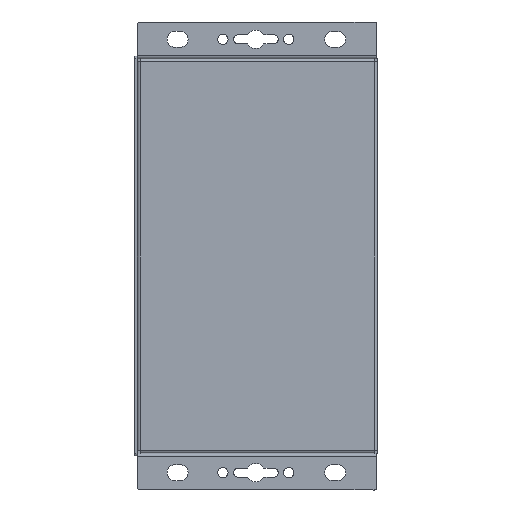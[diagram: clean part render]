
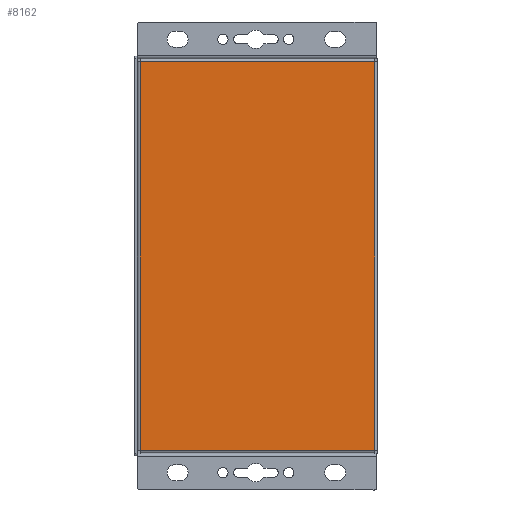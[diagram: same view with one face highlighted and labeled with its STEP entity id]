
A CAD part, front view. The second image highlights one B-rep face of the part: STEP entity #8162.
In plain terms, the highlighted planar face has unit normal (0, -1, 0).
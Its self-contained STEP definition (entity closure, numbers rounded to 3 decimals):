
#279=PLANE('',#8766);
#575=FACE_OUTER_BOUND('',#1010,.T.);
#1010=EDGE_LOOP('',(#6141,#6142,#6143,#6144));
#1701=LINE('',#12630,#2504);
#1709=LINE('',#12655,#2512);
#1714=LINE('',#12672,#2517);
#1715=LINE('',#12673,#2518);
#2504=VECTOR('',#10137,10.);
#2512=VECTOR('',#10171,10.);
#2517=VECTOR('',#10192,10.);
#2518=VECTOR('',#10193,10.);
#3704=VERTEX_POINT('',#12627);
#3705=VERTEX_POINT('',#12629);
#3709=VERTEX_POINT('',#12654);
#3713=VERTEX_POINT('',#12671);
#4626=EDGE_CURVE('',#3705,#3704,#1701,.T.);
#4639=EDGE_CURVE('',#3709,#3705,#1709,.T.);
#4648=EDGE_CURVE('',#3704,#3713,#1714,.T.);
#4649=EDGE_CURVE('',#3713,#3709,#1715,.T.);
#6141=ORIENTED_EDGE('',*,*,#4626,.T.);
#6142=ORIENTED_EDGE('',*,*,#4648,.T.);
#6143=ORIENTED_EDGE('',*,*,#4649,.T.);
#6144=ORIENTED_EDGE('',*,*,#4639,.T.);
#8162=ADVANCED_FACE('',(#575),#279,.F.);
#8766=AXIS2_PLACEMENT_3D('',#12670,#10190,#10191);
#10137=DIRECTION('',(0.,0.,-1.));
#10171=DIRECTION('',(-1.,0.,0.));
#10190=DIRECTION('center_axis',(0.,1.,0.));
#10191=DIRECTION('ref_axis',(0.,0.,1.));
#10192=DIRECTION('',(1.,0.,0.));
#10193=DIRECTION('',(0.,0.,1.));
#12627=CARTESIAN_POINT('',(-44.55,0.,-73.9));
#12629=CARTESIAN_POINT('',(-44.55,0.,73.9));
#12630=CARTESIAN_POINT('',(-44.55,0.,36.95));
#12654=CARTESIAN_POINT('',(44.55,0.,73.9));
#12655=CARTESIAN_POINT('',(22.275,0.,73.9));
#12670=CARTESIAN_POINT('Origin',(0.,0.,0.));
#12671=CARTESIAN_POINT('',(44.55,0.,-73.9));
#12672=CARTESIAN_POINT('',(-22.825,0.,-73.9));
#12673=CARTESIAN_POINT('',(44.55,0.,-37.5));
